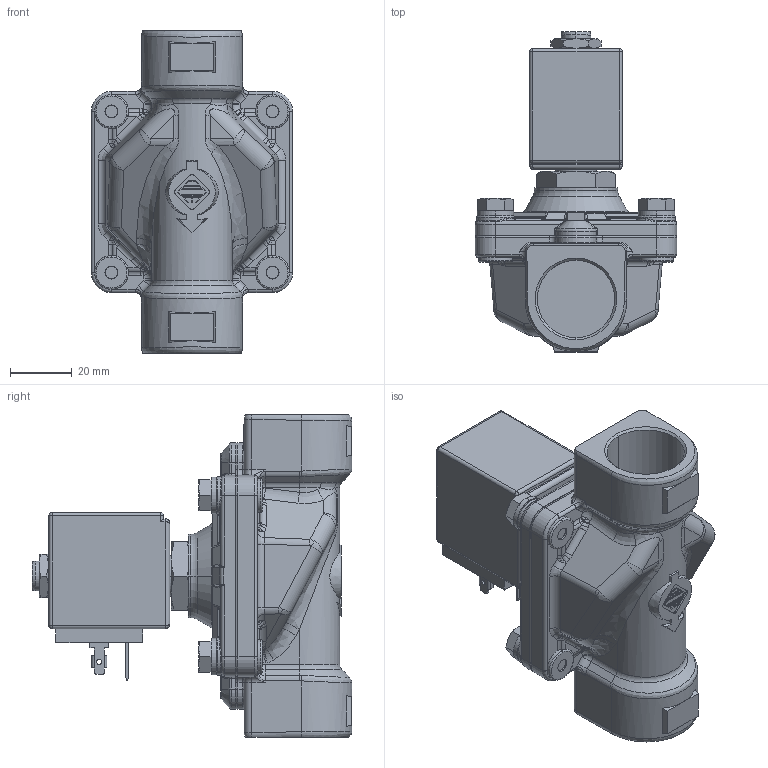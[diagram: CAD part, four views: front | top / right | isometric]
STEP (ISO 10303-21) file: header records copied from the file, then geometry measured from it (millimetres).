
FILE_DESCRIPTION((''),'2;1');
FILE_NAME('21HF5K0E200_INGOMBRO','2009-07-06T',('romeri'),('O.D.E.'),'PRO/ENGINEER BY PARAMETRIC TECHNOLOGY CORPORATION, 2005450','PRO/ENGINEER BY PARAMETRIC TECHNOLOGY CORPORATION, 2005450','');
FILE_SCHEMA(('CONFIG_CONTROL_DESIGN'));
Products named in the file (1): 21HF5K0E200_INGOMBRO
Bounding box: 65 x 103.3 x 104 mm (x, y, z)
Volume: 171930.4 mm3; surface area: 52379.6 mm2
Topology: 2 solids, 16 shells, 1281 faces, 2946 edges, 1740 vertices
Faces by surface type: cylinder 404, plane 393, bspline 241, torus 104, cone 97, sphere 42
Entity records: 61410 total; most frequent: CARTESIAN_POINT 21146, ORIENTED_EDGE 5886, DIRECTION 5199, EDGE_CURVE 2944, FILL_AREA_STYLE_COLOUR 2131, FILL_AREA_STYLE 2131, SURFACE_STYLE_FILL_AREA 2131, SURFACE_SIDE_STYLE 2131
